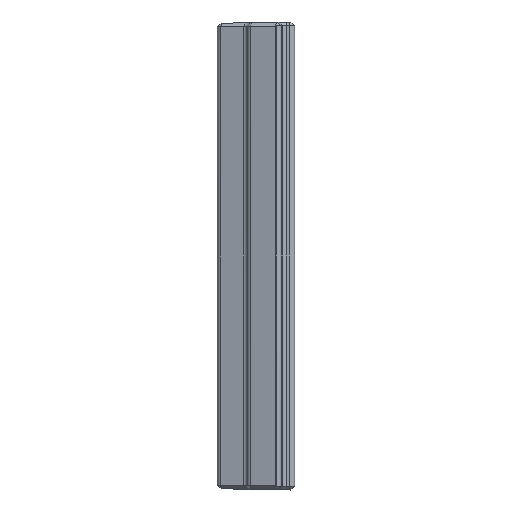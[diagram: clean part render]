
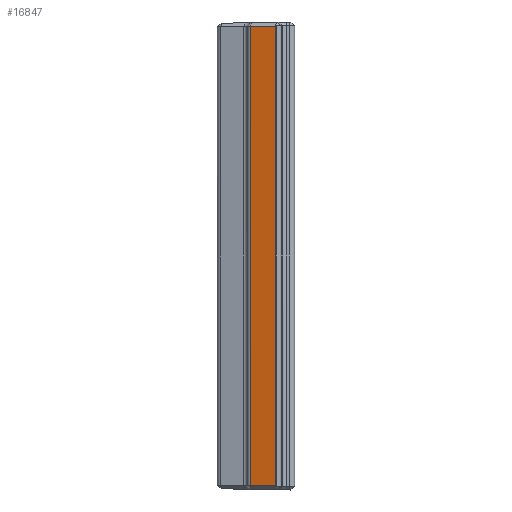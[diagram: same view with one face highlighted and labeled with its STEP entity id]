
A CAD part, left-side view. The second image highlights one B-rep face of the part: STEP entity #16847.
In plain terms, the highlighted planar face has unit normal (-0.966, 0.259, 0).
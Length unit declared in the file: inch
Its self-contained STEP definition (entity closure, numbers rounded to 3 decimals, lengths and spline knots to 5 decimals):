
#403 = LINE ( 'NONE', #14524, #404 ) ;
#404 = VECTOR ( 'NONE', #14525, 39.37008 ) ;
#926 = FACE_OUTER_BOUND ( 'NONE', #8554, .T. ) ;
#2239 = DIRECTION ( 'NONE',  ( -0.259, -0.966, 0.017 ) ) ;
#2242 = DIRECTION ( 'NONE',  ( 0.259, 0.966, 0.017 ) ) ;
#2243 = CARTESIAN_POINT ( 'NONE',  ( -0.34275, -0.0683, 0.98262 ) ) ;
#2246 = CARTESIAN_POINT ( 'NONE',  ( -0.31411, 0.03856, -0.98076 ) ) ;
#2247 = DIRECTION ( 'NONE',  ( 0., 0., 1. ) ) ;
#2248 = CARTESIAN_POINT ( 'NONE',  ( -0.31411, 0.03856, -3.6072 ) ) ;
#4119 = CARTESIAN_POINT ( 'NONE',  ( -0.34275, -0.0683, 0.98263 ) ) ;
#4144 = CARTESIAN_POINT ( 'NONE',  ( -0.34275, -0.0683, -0.98263 ) ) ;
#4193 = VERTEX_POINT ( 'NONE', #4287 ) ;
#4241 = VERTEX_POINT ( 'NONE', #4267 ) ;
#4267 = CARTESIAN_POINT ( 'NONE',  ( -0.31411, 0.03856, 0.98076 ) ) ;
#4287 = CARTESIAN_POINT ( 'NONE',  ( -0.31411, 0.03856, -0.98076 ) ) ;
#4627 = VERTEX_POINT ( 'NONE', #4144 ) ;
#4644 = VERTEX_POINT ( 'NONE', #4119 ) ;
#5309 = EDGE_CURVE ( 'NONE', #4193, #4241, #10971, .T. ) ;
#5311 = EDGE_CURVE ( 'NONE', #4627, #4193, #10970, .T. ) ;
#5312 = EDGE_CURVE ( 'NONE', #4241, #4644, #10973, .T. ) ;
#6661 = AXIS2_PLACEMENT_3D ( 'NONE', #10107, #10113, #10114 ) ;
#7086 = EDGE_CURVE ( 'NONE', #4644, #4627, #403, .T. ) ;
#8554 = EDGE_LOOP ( 'NONE', ( #17106, #17104, #17103, #17102 ) ) ;
#10107 = CARTESIAN_POINT ( 'NONE',  ( -0.28356, 0.15258, 1. ) ) ;
#10108 = PLANE ( 'NONE',  #6661 ) ;
#10113 = DIRECTION ( 'NONE',  ( 0.966, -0.259, 0. ) ) ;
#10114 = DIRECTION ( 'NONE',  ( 0.259, 0.966, 0. ) ) ;
#10963 = VECTOR ( 'NONE', #2239, 39.37008 ) ;
#10965 = VECTOR ( 'NONE', #2242, 39.37008 ) ;
#10970 = LINE ( 'NONE', #2246, #10965 ) ;
#10971 = LINE ( 'NONE', #2248, #10974 ) ;
#10973 = LINE ( 'NONE', #2243, #10963 ) ;
#10974 = VECTOR ( 'NONE', #2247, 39.37008 ) ;
#14524 = CARTESIAN_POINT ( 'NONE',  ( -0.34275, -0.0683, 1. ) ) ;
#14525 = DIRECTION ( 'NONE',  ( 0., 0., -1. ) ) ;
#16847 = ADVANCED_FACE ( 'NONE', ( #926 ), #10108, .F. ) ;
#17102 = ORIENTED_EDGE ( 'NONE', *, *, #7086, .F. ) ;
#17103 = ORIENTED_EDGE ( 'NONE', *, *, #5311, .F. ) ;
#17104 = ORIENTED_EDGE ( 'NONE', *, *, #5309, .F. ) ;
#17106 = ORIENTED_EDGE ( 'NONE', *, *, #5312, .F. ) ;
